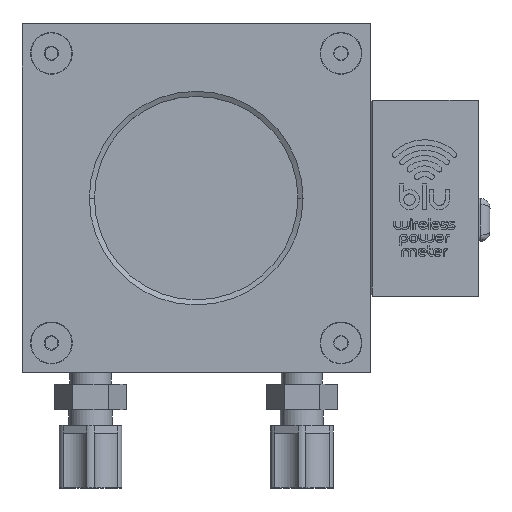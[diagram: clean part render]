
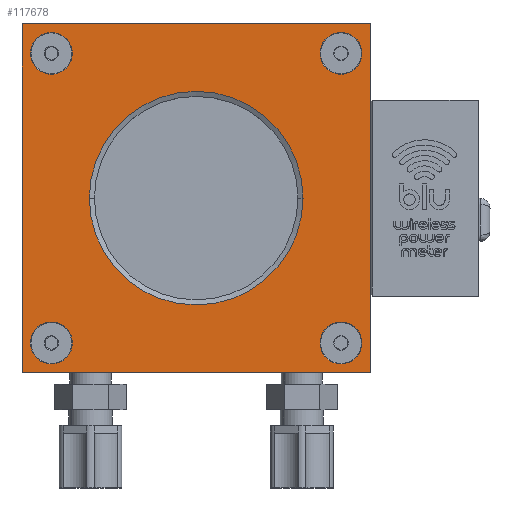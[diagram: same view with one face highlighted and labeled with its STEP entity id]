
A CAD part, top view. The second image highlights one B-rep face of the part: STEP entity #117678.
In plain terms, the highlighted planar face has unit normal (0, 0, 1).
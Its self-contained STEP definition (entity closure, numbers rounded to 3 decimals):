
#1094 = ORIENTED_EDGE ( 'NONE', *, *, #68702, .F. ) ;
#4951 = CARTESIAN_POINT ( 'NONE',  ( -28.177, 70.381, 3.68 ) ) ;
#5225 = VECTOR ( 'NONE', #57361, 1000. ) ;
#6933 = CARTESIAN_POINT ( 'NONE',  ( 40.476, 70.381, 3.68 ) ) ;
#6942 = CARTESIAN_POINT ( 'NONE',  ( 45.823, 70.381, 3.68 ) ) ;
#7124 = CIRCLE ( 'NONE', #175522, 5.347 ) ;
#7979 = CIRCLE ( 'NONE', #167210, 5.347 ) ;
#8373 = FACE_OUTER_BOUND ( 'NONE', #57756, .T. ) ;
#10470 = AXIS2_PLACEMENT_3D ( 'NONE', #72027, #41950, #57616 ) ;
#13684 = DIRECTION ( 'NONE',  ( 1., 0., 0. ) ) ;
#14127 = VERTEX_POINT ( 'NONE', #16524 ) ;
#14806 = EDGE_CURVE ( 'NONE', #14127, #173784, #198639, .T. ) ;
#16524 = CARTESIAN_POINT ( 'NONE',  ( -35.677, 77.881, 3.68 ) ) ;
#16765 = CARTESIAN_POINT ( 'NONE',  ( 53.323, -11.119, 3.68 ) ) ;
#18907 = CARTESIAN_POINT ( 'NONE',  ( -35.677, -11.119, 3.68 ) ) ;
#19394 = DIRECTION ( 'NONE',  ( 0., 0., 1. ) ) ;
#20081 = ORIENTED_EDGE ( 'NONE', *, *, #24514, .F. ) ;
#20908 = DIRECTION ( 'NONE',  ( 1., 0., 0. ) ) ;
#24044 = DIRECTION ( 'NONE',  ( 1., 0., 0. ) ) ;
#24514 = EDGE_CURVE ( 'NONE', #69308, #171902, #63203, .T. ) ;
#28187 = ORIENTED_EDGE ( 'NONE', *, *, #14806, .T. ) ;
#28377 = ORIENTED_EDGE ( 'NONE', *, *, #59492, .T. ) ;
#31805 = DIRECTION ( 'NONE',  ( 0., 0., 1. ) ) ;
#32173 = VERTEX_POINT ( 'NONE', #33049 ) ;
#33049 = CARTESIAN_POINT ( 'NONE',  ( -33.524, -3.619, 3.68 ) ) ;
#33214 = CIRCLE ( 'NONE', #10470, 5.347 ) ;
#35099 = ORIENTED_EDGE ( 'NONE', *, *, #158266, .T. ) ;
#36777 = EDGE_CURVE ( 'NONE', #32173, #59466, #7979, .T. ) ;
#37624 = EDGE_LOOP ( 'NONE', ( #165608, #149911 ) ) ;
#39581 = VECTOR ( 'NONE', #157418, 1000. ) ;
#40372 = ORIENTED_EDGE ( 'NONE', *, *, #64698, .F. ) ;
#41950 = DIRECTION ( 'NONE',  ( 0., 0., 1. ) ) ;
#43428 = EDGE_CURVE ( 'NONE', #97672, #44868, #83514, .T. ) ;
#44449 = DIRECTION ( 'NONE',  ( 1., 0., 0. ) ) ;
#44868 = VERTEX_POINT ( 'NONE', #124579 ) ;
#46228 = DIRECTION ( 'NONE',  ( 1., 0., 0. ) ) ;
#51079 = CARTESIAN_POINT ( 'NONE',  ( -22.83, 70.381, 3.68 ) ) ;
#51169 = AXIS2_PLACEMENT_3D ( 'NONE', #53602, #145370, #52945 ) ;
#52647 = DIRECTION ( 'NONE',  ( 0., 0., 1. ) ) ;
#52945 = DIRECTION ( 'NONE',  ( 1., 0., 0. ) ) ;
#52999 = DIRECTION ( 'NONE',  ( 0., 0., -1. ) ) ;
#53303 = CARTESIAN_POINT ( 'NONE',  ( -28.177, -3.619, 3.68 ) ) ;
#53602 = CARTESIAN_POINT ( 'NONE',  ( 8.823, 33.381, 3.68 ) ) ;
#55606 = CARTESIAN_POINT ( 'NONE',  ( 40.476, -3.619, 3.68 ) ) ;
#57361 = DIRECTION ( 'NONE',  ( 0., -1., 0. ) ) ;
#57616 = DIRECTION ( 'NONE',  ( 1., 0., 0. ) ) ;
#57756 = EDGE_LOOP ( 'NONE', ( #28187, #35099, #28377, #58678 ) ) ;
#58678 = ORIENTED_EDGE ( 'NONE', *, *, #146867, .T. ) ;
#59466 = VERTEX_POINT ( 'NONE', #197856 ) ;
#59492 = EDGE_CURVE ( 'NONE', #196943, #121709, #125498, .T. ) ;
#59804 = FACE_BOUND ( 'NONE', #114674, .T. ) ;
#63203 = CIRCLE ( 'NONE', #132849, 5.347 ) ;
#64698 = EDGE_CURVE ( 'NONE', #168061, #140047, #33214, .T. ) ;
#66799 = VECTOR ( 'NONE', #76686, 1000. ) ;
#68702 = EDGE_CURVE ( 'NONE', #171902, #69308, #7124, .T. ) ;
#69308 = VERTEX_POINT ( 'NONE', #179956 ) ;
#70389 = DIRECTION ( 'NONE',  ( 1., 0., 0. ) ) ;
#72027 = CARTESIAN_POINT ( 'NONE',  ( 45.823, -3.619, 3.68 ) ) ;
#74571 = FACE_BOUND ( 'NONE', #151686, .T. ) ;
#76686 = DIRECTION ( 'NONE',  ( 0., 1., 0. ) ) ;
#78682 = LINE ( 'NONE', #140322, #39581 ) ;
#80133 = AXIS2_PLACEMENT_3D ( 'NONE', #18907, #83240, #20908 ) ;
#83240 = DIRECTION ( 'NONE',  ( 0., 0., 1. ) ) ;
#83498 = VECTOR ( 'NONE', #156328, 1000. ) ;
#83514 = CIRCLE ( 'NONE', #159483, 27.299 ) ;
#88294 = EDGE_CURVE ( 'NONE', #44868, #97672, #150218, .T. ) ;
#90680 = CARTESIAN_POINT ( 'NONE',  ( 51.17, 70.381, 3.68 ) ) ;
#90743 = EDGE_CURVE ( 'NONE', #140047, #168061, #152457, .T. ) ;
#91894 = FACE_BOUND ( 'NONE', #195315, .T. ) ;
#97181 = EDGE_CURVE ( 'NONE', #99498, #149941, #175211, .T. ) ;
#97672 = VERTEX_POINT ( 'NONE', #198216 ) ;
#98341 = PLANE ( 'NONE',  #80133 ) ;
#98952 = DIRECTION ( 'NONE',  ( 1., 0., 0. ) ) ;
#99498 = VERTEX_POINT ( 'NONE', #90680 ) ;
#101790 = ORIENTED_EDGE ( 'NONE', *, *, #43428, .T. ) ;
#105454 = CARTESIAN_POINT ( 'NONE',  ( -35.677, -11.119, 3.68 ) ) ;
#106897 = AXIS2_PLACEMENT_3D ( 'NONE', #6942, #195799, #24044 ) ;
#110638 = CIRCLE ( 'NONE', #200457, 5.347 ) ;
#114674 = EDGE_LOOP ( 'NONE', ( #174798, #178652 ) ) ;
#117678 = ADVANCED_FACE ( 'NONE', ( #74571, #201992, #162944, #91894, #59804, #8373 ), #98341, .T. ) ;
#121709 = VERTEX_POINT ( 'NONE', #170214 ) ;
#124579 = CARTESIAN_POINT ( 'NONE',  ( -18.476, 33.381, 3.68 ) ) ;
#124610 = CIRCLE ( 'NONE', #106897, 5.347 ) ;
#125498 = LINE ( 'NONE', #166398, #66799 ) ;
#126544 = EDGE_CURVE ( 'NONE', #149941, #99498, #124610, .T. ) ;
#128983 = CARTESIAN_POINT ( 'NONE',  ( 51.17, -3.619, 3.68 ) ) ;
#132849 = AXIS2_PLACEMENT_3D ( 'NONE', #4951, #19394, #191821 ) ;
#140047 = VERTEX_POINT ( 'NONE', #55606 ) ;
#140322 = CARTESIAN_POINT ( 'NONE',  ( -35.677, -11.119, 3.68 ) ) ;
#140896 = CARTESIAN_POINT ( 'NONE',  ( -28.177, 70.381, 3.68 ) ) ;
#145370 = DIRECTION ( 'NONE',  ( 0., 0., -1. ) ) ;
#146867 = EDGE_CURVE ( 'NONE', #121709, #14127, #159436, .T. ) ;
#149911 = ORIENTED_EDGE ( 'NONE', *, *, #126544, .F. ) ;
#149941 = VERTEX_POINT ( 'NONE', #6933 ) ;
#150218 = CIRCLE ( 'NONE', #51169, 27.299 ) ;
#150497 = AXIS2_PLACEMENT_3D ( 'NONE', #151781, #196924, #167494 ) ;
#151686 = EDGE_LOOP ( 'NONE', ( #101790, #161496 ) ) ;
#151781 = CARTESIAN_POINT ( 'NONE',  ( 45.823, 70.381, 3.68 ) ) ;
#152457 = CIRCLE ( 'NONE', #172261, 5.347 ) ;
#156328 = DIRECTION ( 'NONE',  ( -1., 0., 0. ) ) ;
#157067 = CARTESIAN_POINT ( 'NONE',  ( 45.823, -3.619, 3.68 ) ) ;
#157418 = DIRECTION ( 'NONE',  ( 1., 0., 0. ) ) ;
#158152 = EDGE_LOOP ( 'NONE', ( #1094, #20081 ) ) ;
#158266 = EDGE_CURVE ( 'NONE', #173784, #196943, #78682, .T. ) ;
#159436 = LINE ( 'NONE', #198309, #83498 ) ;
#159483 = AXIS2_PLACEMENT_3D ( 'NONE', #180240, #52999, #98952 ) ;
#161496 = ORIENTED_EDGE ( 'NONE', *, *, #88294, .T. ) ;
#162944 = FACE_BOUND ( 'NONE', #37624, .T. ) ;
#163770 = ORIENTED_EDGE ( 'NONE', *, *, #90743, .F. ) ;
#165608 = ORIENTED_EDGE ( 'NONE', *, *, #97181, .F. ) ;
#166398 = CARTESIAN_POINT ( 'NONE',  ( 53.323, 77.881, 3.68 ) ) ;
#167210 = AXIS2_PLACEMENT_3D ( 'NONE', #53303, #52647, #70389 ) ;
#167494 = DIRECTION ( 'NONE',  ( 1., 0., 0. ) ) ;
#168061 = VERTEX_POINT ( 'NONE', #128983 ) ;
#170214 = CARTESIAN_POINT ( 'NONE',  ( 53.323, 77.881, 3.68 ) ) ;
#171902 = VERTEX_POINT ( 'NONE', #51079 ) ;
#172261 = AXIS2_PLACEMENT_3D ( 'NONE', #157067, #31805, #46228 ) ;
#172474 = CARTESIAN_POINT ( 'NONE',  ( -28.177, -3.619, 3.68 ) ) ;
#173784 = VERTEX_POINT ( 'NONE', #105454 ) ;
#174798 = ORIENTED_EDGE ( 'NONE', *, *, #199225, .F. ) ;
#175211 = CIRCLE ( 'NONE', #150497, 5.347 ) ;
#175522 = AXIS2_PLACEMENT_3D ( 'NONE', #140896, #186707, #44449 ) ;
#178652 = ORIENTED_EDGE ( 'NONE', *, *, #36777, .F. ) ;
#179956 = CARTESIAN_POINT ( 'NONE',  ( -33.524, 70.381, 3.68 ) ) ;
#180240 = CARTESIAN_POINT ( 'NONE',  ( 8.823, 33.381, 3.68 ) ) ;
#186707 = DIRECTION ( 'NONE',  ( 0., 0., 1. ) ) ;
#186793 = DIRECTION ( 'NONE',  ( 0., 0., 1. ) ) ;
#191821 = DIRECTION ( 'NONE',  ( 1., 0., 0. ) ) ;
#195315 = EDGE_LOOP ( 'NONE', ( #40372, #163770 ) ) ;
#195799 = DIRECTION ( 'NONE',  ( 0., 0., 1. ) ) ;
#196924 = DIRECTION ( 'NONE',  ( 0., 0., 1. ) ) ;
#196943 = VERTEX_POINT ( 'NONE', #16765 ) ;
#197856 = CARTESIAN_POINT ( 'NONE',  ( -22.83, -3.619, 3.68 ) ) ;
#198216 = CARTESIAN_POINT ( 'NONE',  ( 36.122, 33.381, 3.68 ) ) ;
#198309 = CARTESIAN_POINT ( 'NONE',  ( -35.677, 77.881, 3.68 ) ) ;
#198639 = LINE ( 'NONE', #199027, #5225 ) ;
#199027 = CARTESIAN_POINT ( 'NONE',  ( -35.677, 77.881, 3.68 ) ) ;
#199225 = EDGE_CURVE ( 'NONE', #59466, #32173, #110638, .T. ) ;
#200457 = AXIS2_PLACEMENT_3D ( 'NONE', #172474, #186793, #13684 ) ;
#201992 = FACE_BOUND ( 'NONE', #158152, .T. ) ;
